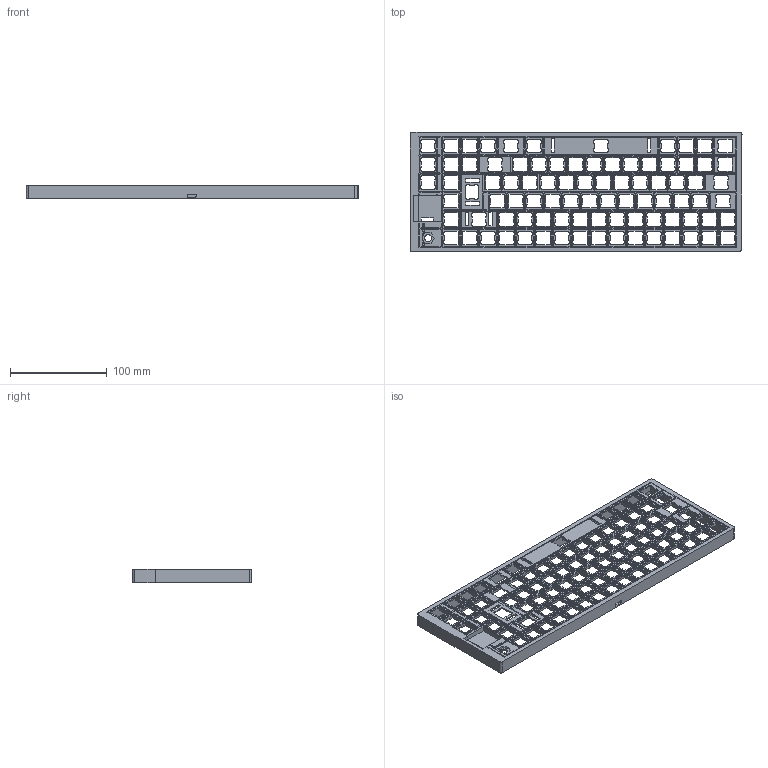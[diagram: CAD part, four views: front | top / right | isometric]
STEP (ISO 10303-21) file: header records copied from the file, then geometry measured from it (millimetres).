
FILE_DESCRIPTION(/* description */ ('','CAx-IF Rec.Pracs.---Representation and Presentation of Product Manufacturing Information (PMI)---4.0---2014-10-13'),/* implementation_level */ '2;1');
FILE_NAME(/* name */ 'Keyboard Plate_v15.step',/* time_stamp */ '2025-03-01T17:04:25Z',/* author */ (''),/* organization */ (''),/* preprocessor_version */ 'ST-DEVELOPER v20',/* originating_system */ 'Autodesk Translation Framework v13.20.0.188',/* authorisation */ '');
FILE_SCHEMA (('AP242_MANAGED_MODEL_BASED_3D_ENGINEERING_MIM_LF { 1 0 10303 442 1 1 4 }'));
Products named in the file (2): Keyboard Plate; BodyAndPlate
Assembly tree (1 placements, depth 2):
  Keyboard Plate
    BodyAndPlate
Bounding box: 343.14 x 123.3 x 13.9 mm (x, y, z)
Volume: 129772.1 mm3; surface area: 105105.9 mm2
Topology: 1 solids, 1 shells, 2726 faces, 8013 edges, 5435 vertices
Faces by surface type: plane 2715, cylinder 9, bspline 2
Full cylindrical faces by diameter (mm): 7.1 x1
Entity records: 89828 total; most frequent: CARTESIAN_POINT 16377, ORIENTED_EDGE 16060, DIRECTION 13494, EDGE_CURVE 8030, LINE 8004, VECTOR 8004, VERTEX_POINT 5444, EDGE_LOOP 3068
